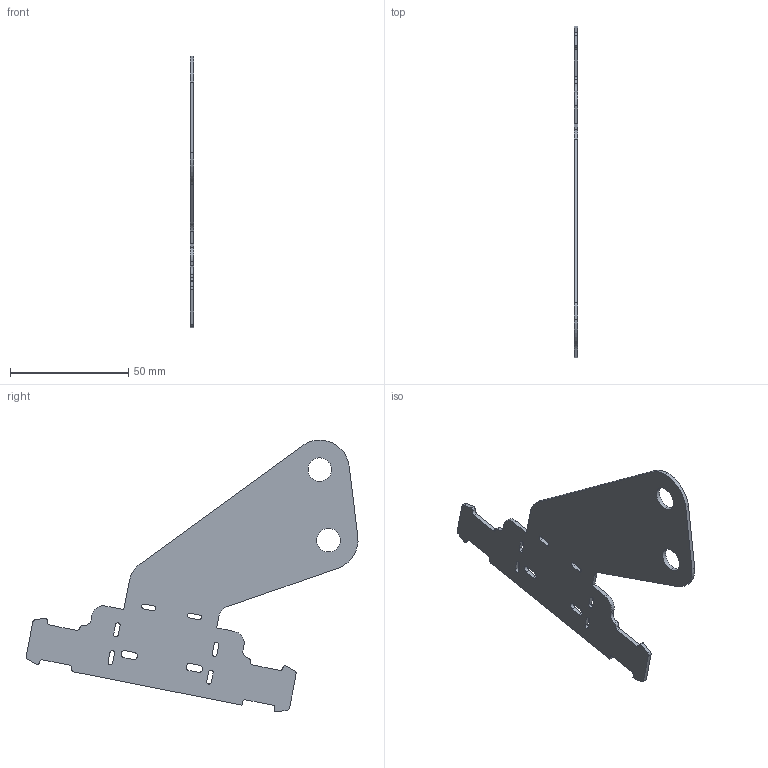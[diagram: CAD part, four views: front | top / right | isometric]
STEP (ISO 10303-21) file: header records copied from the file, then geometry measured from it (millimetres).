
FILE_DESCRIPTION (( 'STEP AP214' ), '1' );
FILE_NAME ('34 - bracket starter relay (flat).STEP', '2016-11-26T22:46:37', ( '' ), ( '' ), 'SwSTEP 2.0', 'SolidWorks 2014', '' );
FILE_SCHEMA (( 'AUTOMOTIVE_DESIGN' ));
Length unit declared in the file: millimetre
Products named in the file (1): 34 - bracket starter relay (flat)
Bounding box: 1.65 x 140.27 x 114.85 mm (x, y, z)
Volume: 11076.4 mm3; surface area: 14521.2 mm2
Topology: 1 solids, 1 shells, 114 faces, 336 edges, 224 vertices
Faces by surface type: cylinder 67, plane 47
Entity records: 3928 total; most frequent: DIRECTION 700, CARTESIAN_POINT 675, ORIENTED_EDGE 672, EDGE_CURVE 336, AXIS2_PLACEMENT_3D 249, VERTEX_POINT 224, VECTOR 202, LINE 202
